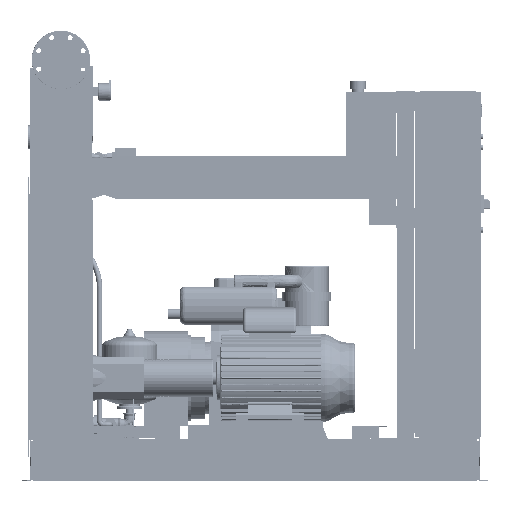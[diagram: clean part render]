
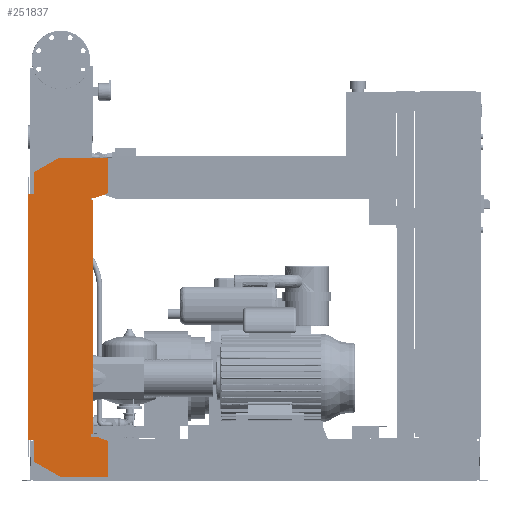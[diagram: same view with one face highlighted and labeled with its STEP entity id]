
A CAD part, front view. The second image highlights one B-rep face of the part: STEP entity #251837.
In plain terms, the highlighted free-form (B-spline) face has degree [1, 1] with [2, 2] control points.
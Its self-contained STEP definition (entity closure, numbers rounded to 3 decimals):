
#251322=CARTESIAN_POINT('',(-102.0,-565.5,1076.0));
#251323=VERTEX_POINT('',#251322);
#251330=CARTESIAN_POINT('',(-102.0,-565.5,1158.574));
#251331=VERTEX_POINT('',#251330);
#251332=CARTESIAN_POINT('',(-102.0,-565.5,1076.0));
#251333=DIRECTION('',(0.0,0.0,1.0));
#251334=VECTOR('',#251333,82.574);
#251335=LINE('',#251332,#251334);
#251336=EDGE_CURVE('',#251323,#251331,#251335,.T.);
#251354=CARTESIAN_POINT('',(-6.,-565.5,1214.0));
#251355=VERTEX_POINT('',#251354);
#251356=CARTESIAN_POINT('',(-102.0,-565.5,1158.574));
#251357=DIRECTION('',(0.866,0.0,0.5));
#251358=VECTOR('',#251357,110.851);
#251359=LINE('',#251356,#251358);
#251360=EDGE_CURVE('',#251331,#251355,#251359,.T.);
#251378=CARTESIAN_POINT('',(177.0,-565.5,1214.0));
#251379=VERTEX_POINT('',#251378);
#251380=CARTESIAN_POINT('',(-6.,-565.5,1214.0));
#251381=DIRECTION('',(1.0,0.0,0.0));
#251382=VECTOR('',#251381,183.0);
#251383=LINE('',#251380,#251382);
#251384=EDGE_CURVE('',#251355,#251379,#251383,.T.);
#251402=CARTESIAN_POINT('',(177.0,-565.5,1080.379));
#251403=VERTEX_POINT('',#251402);
#251404=CARTESIAN_POINT('',(177.0,-565.5,1214.0));
#251405=DIRECTION('',(0.0,0.0,-1.0));
#251406=VECTOR('',#251405,133.621);
#251407=LINE('',#251404,#251406);
#251408=EDGE_CURVE('',#251379,#251403,#251407,.T.);
#251426=CARTESIAN_POINT('',(132.,-565.5,1064.0));
#251427=VERTEX_POINT('',#251426);
#251428=CARTESIAN_POINT('',(177.0,-565.5,1080.379));
#251429=DIRECTION('',(-0.94,0.0,-0.342));
#251430=VECTOR('',#251429,47.888);
#251431=LINE('',#251428,#251430);
#251432=EDGE_CURVE('',#251403,#251427,#251431,.T.);
#251450=CARTESIAN_POINT('',(112.0,-565.5,1064.0));
#251451=VERTEX_POINT('',#251450);
#251452=CARTESIAN_POINT('',(132.,-565.5,1064.0));
#251453=DIRECTION('',(-1.0,0.0,0.0));
#251454=VECTOR('',#251453,20.);
#251455=LINE('',#251452,#251454);
#251456=EDGE_CURVE('',#251427,#251451,#251455,.T.);
#251474=CARTESIAN_POINT('',(112.0,-565.5,1056.0));
#251475=VERTEX_POINT('',#251474);
#251476=CARTESIAN_POINT('',(112.0,-565.5,1064.0));
#251477=DIRECTION('',(0.0,0.0,-1.0));
#251478=VECTOR('',#251477,8.0);
#251479=LINE('',#251476,#251478);
#251480=EDGE_CURVE('',#251451,#251475,#251479,.T.);
#251498=CARTESIAN_POINT('',(120.,-565.5,1056.0));
#251499=VERTEX_POINT('',#251498);
#251500=CARTESIAN_POINT('',(112.0,-565.5,1056.0));
#251501=DIRECTION('',(1.0,0.0,0.0));
#251502=VECTOR('',#251501,8.);
#251503=LINE('',#251500,#251502);
#251504=EDGE_CURVE('',#251475,#251499,#251503,.T.);
#251522=CARTESIAN_POINT('',(120.,-565.5,176.));
#251523=VERTEX_POINT('',#251522);
#251534=CARTESIAN_POINT('',(120.,-565.5,1056.0));
#251535=DIRECTION('',(0.0,0.0,-1.0));
#251536=VECTOR('',#251535,880.);
#251537=LINE('',#251534,#251536);
#251538=EDGE_CURVE('',#251499,#251523,#251537,.T.);
#251552=CARTESIAN_POINT('',(112.,-565.5,176.));
#251553=VERTEX_POINT('',#251552);
#251554=CARTESIAN_POINT('',(120.,-565.5,176.));
#251555=DIRECTION('',(-1.0,0.0,0.0));
#251556=VECTOR('',#251555,8.);
#251557=LINE('',#251554,#251556);
#251558=EDGE_CURVE('',#251523,#251553,#251557,.T.);
#251576=CARTESIAN_POINT('',(112.,-565.5,168.));
#251577=VERTEX_POINT('',#251576);
#251578=CARTESIAN_POINT('',(112.,-565.5,176.));
#251579=DIRECTION('',(0.0,0.0,-1.0));
#251580=VECTOR('',#251579,8.0);
#251581=LINE('',#251578,#251580);
#251582=EDGE_CURVE('',#251553,#251577,#251581,.T.);
#251600=CARTESIAN_POINT('',(132.,-565.5,168.));
#251601=VERTEX_POINT('',#251600);
#251602=CARTESIAN_POINT('',(112.,-565.5,168.));
#251603=DIRECTION('',(1.0,0.0,0.0));
#251604=VECTOR('',#251603,20.0);
#251605=LINE('',#251602,#251604);
#251606=EDGE_CURVE('',#251577,#251601,#251605,.T.);
#251624=CARTESIAN_POINT('',(177.,-565.5,151.621));
#251625=VERTEX_POINT('',#251624);
#251626=CARTESIAN_POINT('',(132.,-565.5,168.));
#251627=DIRECTION('',(0.94,0.0,-0.342));
#251628=VECTOR('',#251627,47.888);
#251629=LINE('',#251626,#251628);
#251630=EDGE_CURVE('',#251601,#251625,#251629,.T.);
#251648=CARTESIAN_POINT('',(177.,-565.5,18.0));
#251649=VERTEX_POINT('',#251648);
#251650=CARTESIAN_POINT('',(177.,-565.5,151.621));
#251651=DIRECTION('',(0.0,0.0,-1.0));
#251652=VECTOR('',#251651,133.621);
#251653=LINE('',#251650,#251652);
#251654=EDGE_CURVE('',#251625,#251649,#251653,.T.);
#251672=CARTESIAN_POINT('',(-4.,-565.5,18.0));
#251673=VERTEX_POINT('',#251672);
#251674=CARTESIAN_POINT('',(177.,-565.5,18.0));
#251675=DIRECTION('',(-1.0,0.0,0.0));
#251676=VECTOR('',#251675,181.);
#251677=LINE('',#251674,#251676);
#251678=EDGE_CURVE('',#251649,#251673,#251677,.T.);
#251696=CARTESIAN_POINT('',(-102.,-565.5,74.58));
#251697=VERTEX_POINT('',#251696);
#251698=CARTESIAN_POINT('',(-4.,-565.5,18.0));
#251699=DIRECTION('',(-0.866,0.0,0.5));
#251700=VECTOR('',#251699,113.161);
#251701=LINE('',#251698,#251700);
#251702=EDGE_CURVE('',#251673,#251697,#251701,.T.);
#251720=CARTESIAN_POINT('',(-102.,-565.5,156.0));
#251721=VERTEX_POINT('',#251720);
#251722=CARTESIAN_POINT('',(-102.,-565.5,74.58));
#251723=DIRECTION('',(0.0,0.0,1.0));
#251724=VECTOR('',#251723,81.42);
#251725=LINE('',#251722,#251724);
#251726=EDGE_CURVE('',#251697,#251721,#251725,.T.);
#251744=CARTESIAN_POINT('',(-122.,-565.5,156.0));
#251745=VERTEX_POINT('',#251744);
#251746=CARTESIAN_POINT('',(-102.,-565.5,156.0));
#251747=DIRECTION('',(-1.0,0.0,0.0));
#251748=VECTOR('',#251747,20.0);
#251749=LINE('',#251746,#251748);
#251750=EDGE_CURVE('',#251721,#251745,#251749,.T.);
#251768=CARTESIAN_POINT('',(-122.0,-565.5,1076.0));
#251769=VERTEX_POINT('',#251768);
#251782=CARTESIAN_POINT('',(-122.,-565.5,156.0));
#251783=DIRECTION('',(0.0,0.0,1.0));
#251784=VECTOR('',#251783,920.0);
#251785=LINE('',#251782,#251784);
#251786=EDGE_CURVE('',#251745,#251769,#251785,.T.);
#251800=CARTESIAN_POINT('',(-122.0,-565.5,1076.0));
#251801=DIRECTION('',(1.0,0.0,0.0));
#251802=VECTOR('',#251801,20.0);
#251803=LINE('',#251800,#251802);
#251804=EDGE_CURVE('',#251769,#251323,#251803,.T.);
#251810=CARTESIAN_POINT('',(-122.,-565.5,18.0));
#251811=CARTESIAN_POINT('',(177.0,-565.5,18.0));
#251812=CARTESIAN_POINT('',(-122.,-565.5,1214.0));
#251813=CARTESIAN_POINT('',(177.0,-565.5,1214.0));
#251814=B_SPLINE_SURFACE_WITH_KNOTS('',1,1,((#251810,#251812),(#251811,#251813)),.UNSPECIFIED.,.F.,.F.,.U.,(2,2),(2,2),(0.0,299.),(0.0,1196.0),.UNSPECIFIED.);
#251815=ORIENTED_EDGE('',*,*,#251804,.F.);
#251816=ORIENTED_EDGE('',*,*,#251786,.F.);
#251817=ORIENTED_EDGE('',*,*,#251750,.F.);
#251818=ORIENTED_EDGE('',*,*,#251726,.F.);
#251819=ORIENTED_EDGE('',*,*,#251702,.F.);
#251820=ORIENTED_EDGE('',*,*,#251678,.F.);
#251821=ORIENTED_EDGE('',*,*,#251654,.F.);
#251822=ORIENTED_EDGE('',*,*,#251630,.F.);
#251823=ORIENTED_EDGE('',*,*,#251606,.F.);
#251824=ORIENTED_EDGE('',*,*,#251582,.F.);
#251825=ORIENTED_EDGE('',*,*,#251558,.F.);
#251826=ORIENTED_EDGE('',*,*,#251538,.F.);
#251827=ORIENTED_EDGE('',*,*,#251504,.F.);
#251828=ORIENTED_EDGE('',*,*,#251480,.F.);
#251829=ORIENTED_EDGE('',*,*,#251456,.F.);
#251830=ORIENTED_EDGE('',*,*,#251432,.F.);
#251831=ORIENTED_EDGE('',*,*,#251408,.F.);
#251832=ORIENTED_EDGE('',*,*,#251384,.F.);
#251833=ORIENTED_EDGE('',*,*,#251360,.F.);
#251834=ORIENTED_EDGE('',*,*,#251336,.F.);
#251835=EDGE_LOOP('',(#251815,#251816,#251817,#251818,#251819,#251820,#251821,#251822,#251823,#251824,#251825,#251826,#251827,#251828,#251829,#251830,#251831,#251832,#251833,#251834));
#251836=FACE_OUTER_BOUND('',#251835,.T.);
#251837=ADVANCED_FACE('',(#251836),#251814,.T.);
